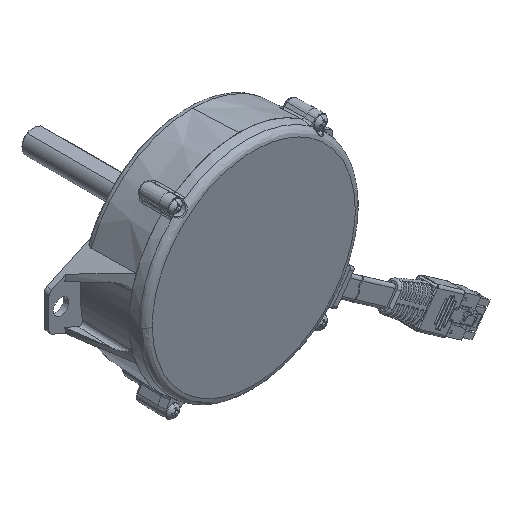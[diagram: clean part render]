
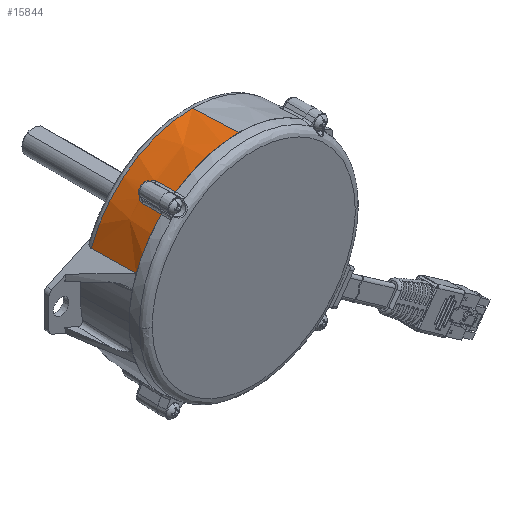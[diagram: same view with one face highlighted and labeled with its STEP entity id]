
A CAD part, isometric view. The second image highlights one B-rep face of the part: STEP entity #15844.
In plain terms, the highlighted conical face has half-angle 2.443 degrees and reference radius 59.055 mm.
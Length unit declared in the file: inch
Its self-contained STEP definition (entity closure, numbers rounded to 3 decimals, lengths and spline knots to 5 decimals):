
#320 = VERTEX_POINT ( 'NONE', #40581 ) ;
#893 = CARTESIAN_POINT ( 'NONE',  ( -1.56205, -0.60213, -1.90214 ) ) ;
#1015 = EDGE_CURVE ( 'NONE', #13706, #6131, #36602, .T. ) ;
#1106 = CARTESIAN_POINT ( 'NONE',  ( -1.32924, -0.67412, -1.70999 ) ) ;
#1788 = ORIENTED_EDGE ( 'NONE', *, *, #43379, .F. ) ;
#3087 = CARTESIAN_POINT ( 'NONE',  ( -1.32923, -0.84134, -1.70126 ) ) ;
#3306 = VERTEX_POINT ( 'NONE', #30947 ) ;
#3476 = EDGE_CURVE ( 'NONE', #42680, #23408, #8873, .T. ) ;
#4370 = CARTESIAN_POINT ( 'NONE',  ( -1.36571, -0.6145, -1.73938 ) ) ;
#4648 = ORIENTED_EDGE ( 'NONE', *, *, #33936, .F. ) ;
#4805 = CARTESIAN_POINT ( 'NONE',  ( -1.39495, -0.60213, -1.76193 ) ) ;
#4845 = CARTESIAN_POINT ( 'NONE',  ( -1.32753, -0.69951, -1.70746 ) ) ;
#5430 = EDGE_CURVE ( 'NONE', #42680, #22660, #19975, .T. ) ;
#5637 = DIRECTION ( 'NONE',  ( 0., 0., 1. ) ) ;
#6131 = VERTEX_POINT ( 'NONE', #42152 ) ;
#7029 = CARTESIAN_POINT ( 'NONE',  ( -1.55237, -0.60213, -1.89331 ) ) ;
#7064 = B_SPLINE_CURVE_WITH_KNOTS ( 'NONE', 3,
 ( #13084, #3087, #36932, #20578 ),
 .UNSPECIFIED., .F., .F.,
 ( 4, 4 ),
 ( 0., 1. ),
 .UNSPECIFIED. ) ;
#7133 = B_SPLINE_CURVE_WITH_KNOTS ( 'NONE', 3,
 ( #43212, #16910, #33500, #39892 ),
 .UNSPECIFIED., .F., .F.,
 ( 4, 4 ),
 ( 0., 1. ),
 .UNSPECIFIED. ) ;
#7385 = CARTESIAN_POINT ( 'NONE',  ( -2.1546, -0.46998, -2.79766 ) ) ;
#7692 = CARTESIAN_POINT ( 'NONE',  ( -1.38489, -0.60463, -1.75419 ) ) ;
#8199 = DIRECTION ( 'NONE',  ( 0., -0.999, 0.043 ) ) ;
#8873 = CIRCLE ( 'NONE', #35040, 2.325 ) ;
#9246 = FACE_OUTER_BOUND ( 'NONE', #16264, .T. ) ;
#9252 = DIRECTION ( 'NONE',  ( 0., 1., 0. ) ) ;
#10404 = CARTESIAN_POINT ( 'NONE',  ( 0., -0.14361, -1.31092 ) ) ;
#10649 = CARTESIAN_POINT ( 'NONE',  ( -1.64486, -1.125, -1.95086 ) ) ;
#10803 = CARTESIAN_POINT ( 'NONE',  ( 0., -0.60213, -3.59405 ) ) ;
#10821 = CARTESIAN_POINT ( 'NONE',  ( -1.6274, -0.69951, -1.95909 ) ) ;
#10982 = EDGE_CURVE ( 'NONE', #6131, #21540, #42806, .T. ) ;
#11539 = CARTESIAN_POINT ( 'NONE',  ( 0., -1.125, -3.59405 ) ) ;
#11702 = CARTESIAN_POINT ( 'NONE',  ( -1.35719, -0.6216, -1.73278 ) ) ;
#13084 = CARTESIAN_POINT ( 'NONE',  ( -1.32753, -0.69951, -1.70746 ) ) ;
#13706 = VERTEX_POINT ( 'NONE', #31068 ) ;
#14269 = DIRECTION ( 'NONE',  ( -0.953, 0., 0.302 ) ) ;
#14826 = CARTESIAN_POINT ( 'NONE',  ( -1.62687, -0.68656, -1.95934 ) ) ;
#15036 = CARTESIAN_POINT ( 'NONE',  ( -1.40534, -0.60213, -1.76993 ) ) ;
#15578 = ORIENTED_EDGE ( 'NONE', *, *, #3476, .T. ) ;
#15663 = CARTESIAN_POINT ( 'NONE',  ( 0., -1.125, -3.59405 ) ) ;
#15844 = ADVANCED_FACE ( 'NONE', ( #9246 ), #27371, .T. ) ;
#16240 = CIRCLE ( 'NONE', #16920, 2.28313 ) ;
#16264 = EDGE_LOOP ( 'NONE', ( #1788, #4648, #34467, #15578, #19265, #21093, #31301, #36189, #20569, #40616 ) ) ;
#16910 = CARTESIAN_POINT ( 'NONE',  ( -1.63903, -0.98317, -1.95359 ) ) ;
#16920 = AXIS2_PLACEMENT_3D ( 'NONE', #33952, #37013, #14269 ) ;
#18246 = AXIS2_PLACEMENT_3D ( 'NONE', #10803, #27421, #21000 ) ;
#18343 = CARTESIAN_POINT ( 'NONE',  ( -1.32753, -0.69951, -1.70746 ) ) ;
#19265 = ORIENTED_EDGE ( 'NONE', *, *, #26910, .T. ) ;
#19975 = B_SPLINE_CURVE_WITH_KNOTS ( 'NONE', 3,
 ( #21374, #31565, #7385, #25100 ),
 .UNSPECIFIED., .F., .F.,
 ( 4, 4 ),
 ( 0., 1. ),
 .UNSPECIFIED. ) ;
#20520 = DIRECTION ( 'NONE',  ( 0., -1., 0. ) ) ;
#20569 = ORIENTED_EDGE ( 'NONE', *, *, #22218, .T. ) ;
#20578 = CARTESIAN_POINT ( 'NONE',  ( -1.3326, -1.125, -1.68884 ) ) ;
#20776 = CARTESIAN_POINT ( 'NONE',  ( -1.32737, -0.68656, -1.70803 ) ) ;
#21000 = DIRECTION ( 'NONE',  ( -1., 0., 0. ) ) ;
#21012 = CARTESIAN_POINT ( 'NONE',  ( -1.3426, -0.63981, -1.72127 ) ) ;
#21093 = ORIENTED_EDGE ( 'NONE', *, *, #31911, .T. ) ;
#21239 = CARTESIAN_POINT ( 'NONE',  ( -1.62461, -0.6741, -1.95783 ) ) ;
#21374 = CARTESIAN_POINT ( 'NONE',  ( -2.17354, -1.125, -2.76861 ) ) ;
#21540 = VERTEX_POINT ( 'NONE', #4845 ) ;
#22218 = EDGE_CURVE ( 'NONE', #21540, #320, #7064, .T. ) ;
#22323 = VECTOR ( 'NONE', #8199, 39.37008 ) ;
#22660 = VERTEX_POINT ( 'NONE', #40527 ) ;
#23408 = VERTEX_POINT ( 'NONE', #10649 ) ;
#24286 = CARTESIAN_POINT ( 'NONE',  ( -1.59728, -0.62155, -1.93424 ) ) ;
#25100 = CARTESIAN_POINT ( 'NONE',  ( -2.14504, -0.14361, -2.81207 ) ) ;
#26910 = EDGE_CURVE ( 'NONE', #23408, #37769, #7133, .T. ) ;
#27371 = CONICAL_SURFACE ( 'NONE', #35819, 2.325, 0.043 ) ;
#27421 = DIRECTION ( 'NONE',  ( 0., 1., 0. ) ) ;
#27943 = LINE ( 'NONE', #41420, #22323 ) ;
#28310 = CARTESIAN_POINT ( 'NONE',  ( -1.58938, -0.61452, -1.92706 ) ) ;
#28518 = CARTESIAN_POINT ( 'NONE',  ( -1.337, -0.65029, -1.71674 ) ) ;
#29124 = DIRECTION ( 'NONE',  ( 0., 1., 0. ) ) ;
#30947 = CARTESIAN_POINT ( 'NONE',  ( 0., -1.125, -1.26905 ) ) ;
#31068 = CARTESIAN_POINT ( 'NONE',  ( -1.55237, -0.60213, -1.89331 ) ) ;
#31301 = ORIENTED_EDGE ( 'NONE', *, *, #1015, .T. ) ;
#31565 = CARTESIAN_POINT ( 'NONE',  ( -2.16411, -0.79711, -2.78317 ) ) ;
#31911 = EDGE_CURVE ( 'NONE', #37769, #13706, #35319, .T. ) ;
#32242 = AXIS2_PLACEMENT_3D ( 'NONE', #36026, #9252, #35814 ) ;
#32924 = CIRCLE ( 'NONE', #32242, 2.325 ) ;
#33500 = CARTESIAN_POINT ( 'NONE',  ( -1.63321, -0.84134, -1.95633 ) ) ;
#33936 = EDGE_CURVE ( 'NONE', #22660, #37794, #16240, .T. ) ;
#33952 = CARTESIAN_POINT ( 'NONE',  ( 0., -0.14361, -3.59405 ) ) ;
#34076 = CARTESIAN_POINT ( 'NONE',  ( -1.61123, -0.63986, -1.94668 ) ) ;
#34467 = ORIENTED_EDGE ( 'NONE', *, *, #5430, .F. ) ;
#35040 = AXIS2_PLACEMENT_3D ( 'NONE', #15663, #29124, #5637 ) ;
#35319 = B_SPLINE_CURVE_WITH_KNOTS ( 'NONE', 3,
 ( #10821, #14826, #21239, #38038, #34076, #24286, #28310, #37370, #893, #7029 ),
 .UNSPECIFIED., .F., .F.,
 ( 4, 2, 2, 2, 4 ),
 ( 0., 0.25, 0.5, 0.75, 1. ),
 .UNSPECIFIED. ) ;
#35814 = DIRECTION ( 'NONE',  ( 0., 0., 1. ) ) ;
#35819 = AXIS2_PLACEMENT_3D ( 'NONE', #11539, #20520, #37539 ) ;
#36026 = CARTESIAN_POINT ( 'NONE',  ( 0., -1.125, -3.59405 ) ) ;
#36189 = ORIENTED_EDGE ( 'NONE', *, *, #10982, .T. ) ;
#36602 = CIRCLE ( 'NONE', #18246, 2.30269 ) ;
#36932 = CARTESIAN_POINT ( 'NONE',  ( -1.33092, -0.98317, -1.69506 ) ) ;
#37013 = DIRECTION ( 'NONE',  ( 0., 1., 0. ) ) ;
#37370 = CARTESIAN_POINT ( 'NONE',  ( -1.57138, -0.60461, -1.91067 ) ) ;
#37539 = DIRECTION ( 'NONE',  ( 0., 0., 1. ) ) ;
#37769 = VERTEX_POINT ( 'NONE', #43159 ) ;
#37794 = VERTEX_POINT ( 'NONE', #10404 ) ;
#38038 = CARTESIAN_POINT ( 'NONE',  ( -1.61663, -0.65031, -1.95137 ) ) ;
#39189 = CARTESIAN_POINT ( 'NONE',  ( -2.17354, -1.125, -2.76861 ) ) ;
#39892 = CARTESIAN_POINT ( 'NONE',  ( -1.6274, -0.69951, -1.95909 ) ) ;
#40527 = CARTESIAN_POINT ( 'NONE',  ( -2.14504, -0.14361, -2.81207 ) ) ;
#40581 = CARTESIAN_POINT ( 'NONE',  ( -1.3326, -1.125, -1.68884 ) ) ;
#40616 = ORIENTED_EDGE ( 'NONE', *, *, #42838, .T. ) ;
#41420 = CARTESIAN_POINT ( 'NONE',  ( 0., -1.125, -1.26905 ) ) ;
#42152 = CARTESIAN_POINT ( 'NONE',  ( -1.40534, -0.60213, -1.76993 ) ) ;
#42680 = VERTEX_POINT ( 'NONE', #39189 ) ;
#42806 = B_SPLINE_CURVE_WITH_KNOTS ( 'NONE', 3,
 ( #15036, #4805, #7692, #4370, #11702, #21012, #28518, #1106, #20776, #18343 ),
 .UNSPECIFIED., .F., .F.,
 ( 4, 2, 2, 2, 4 ),
 ( 0., 0.25, 0.5, 0.75, 1. ),
 .UNSPECIFIED. ) ;
#42838 = EDGE_CURVE ( 'NONE', #320, #3306, #32924, .T. ) ;
#43159 = CARTESIAN_POINT ( 'NONE',  ( -1.6274, -0.69951, -1.95909 ) ) ;
#43212 = CARTESIAN_POINT ( 'NONE',  ( -1.64486, -1.125, -1.95086 ) ) ;
#43379 = EDGE_CURVE ( 'NONE', #37794, #3306, #27943, .T. ) ;
